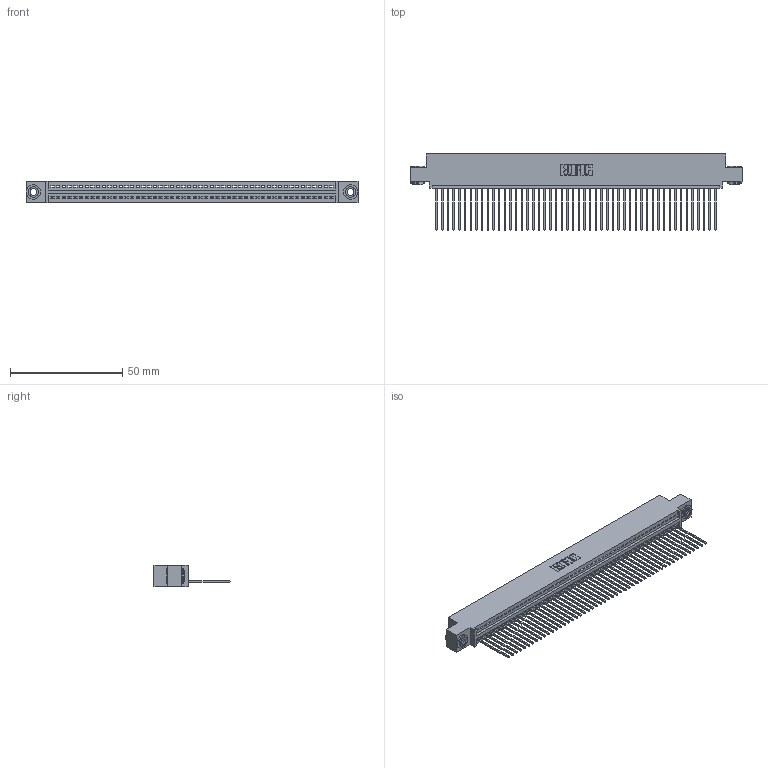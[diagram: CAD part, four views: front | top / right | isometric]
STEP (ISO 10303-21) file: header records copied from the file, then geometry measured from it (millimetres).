
FILE_DESCRIPTION (( 'STEP AP203' ), '1' );
FILE_NAME ('395-050-541-403.STEP', '2018-11-20T08:06:54', ( '' ), ( '' ), 'SwSTEP 2.0', 'SolidWorks 2016', '' );
FILE_SCHEMA (( 'CONFIG_CONTROL_DESIGN' ));
Length unit declared in the file: inch
Products named in the file (4): 345-292-001_345-293-141; 345-250-002_345-250-002-102; 345 Part_0.110 Offset - 0.156 Dia-TH; 395-050-541-403
Assembly tree (53 placements, depth 2):
  395-050-541-403
    345 Part_0.110 Offset - 0.156 Dia-TH
    345-292-001_345-293-141  x50
    345-250-002_345-250-002-102  x2
Bounding box: 148.21 x 33.96 x 9.4 mm (x, y, z)
Volume: 14253.6 mm3; surface area: 20317.6 mm2
Topology: 53 solids, 53 shells, 3068 faces, 9229 edges, 6082 vertices
Faces by surface type: plane 2094, cylinder 966, cone 8
Entity records: 37354 total; most frequent: CARTESIAN_POINT 6449, ORIENTED_EDGE 6426, DIRECTION 5651, EDGE_CURVE 3213, VECTOR 2857, LINE 2857, VERTEX_POINT 2138, AXIS2_PLACEMENT_3D 1397
